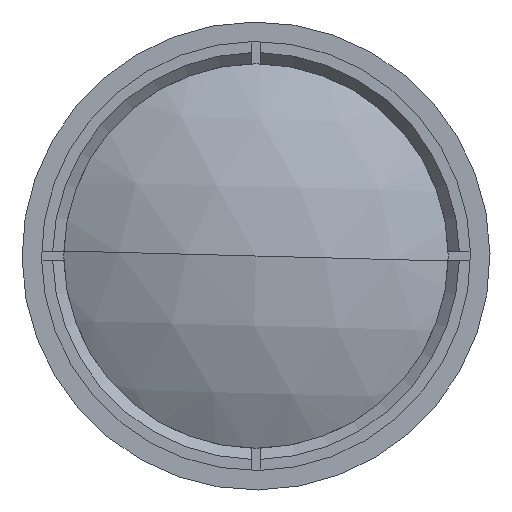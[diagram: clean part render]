
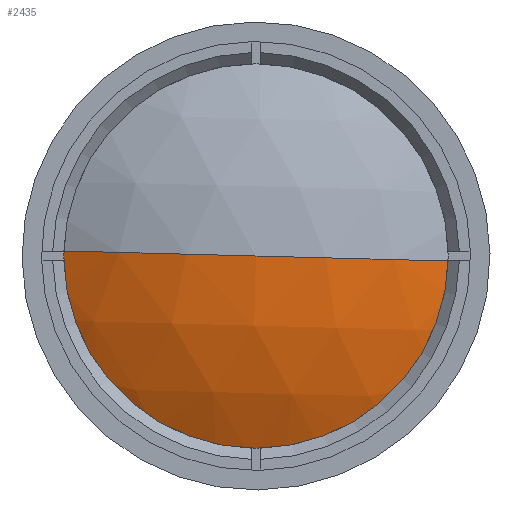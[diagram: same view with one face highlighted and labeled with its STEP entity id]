
A CAD part, left-side view. The second image highlights one B-rep face of the part: STEP entity #2435.
In plain terms, the highlighted spherical face has radius 71.952 mm.
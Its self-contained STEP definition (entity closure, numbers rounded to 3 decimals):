
#20 = CIRCLE ( 'NONE', #317, 36. ) ;
#122 = CARTESIAN_POINT ( 'NONE',  ( -87.314, -35.988, -0.94 ) ) ;
#151 = AXIS2_PLACEMENT_3D ( 'NONE', #1854, #638, #2062 ) ;
#276 = ORIENTED_EDGE ( 'NONE', *, *, #1628, .T. ) ;
#317 = AXIS2_PLACEMENT_3D ( 'NONE', #751, #2174, #963 ) ;
#415 = ORIENTED_EDGE ( 'NONE', *, *, #1223, .T. ) ;
#638 = DIRECTION ( 'NONE',  ( 0., 0.026, -1. ) ) ;
#730 = CARTESIAN_POINT ( 'NONE',  ( -25.015, 0., 0. ) ) ;
#735 = CIRCLE ( 'NONE', #151, 71.952 ) ;
#751 = CARTESIAN_POINT ( 'NONE',  ( -87.314, 0., 0. ) ) ;
#789 = ORIENTED_EDGE ( 'NONE', *, *, #1821, .F. ) ;
#875 = DIRECTION ( 'NONE',  ( 0., 0.026, -1. ) ) ;
#933 = EDGE_LOOP ( 'NONE', ( #415, #276, #789 ) ) ;
#951 = DIRECTION ( 'NONE',  ( 0., -1., -0.026 ) ) ;
#963 = DIRECTION ( 'NONE',  ( 0., -0.026, 1. ) ) ;
#1223 = EDGE_CURVE ( 'NONE', #1235, #2590, #20, .T. ) ;
#1235 = VERTEX_POINT ( 'NONE', #1969 ) ;
#1484 = CARTESIAN_POINT ( 'NONE',  ( -25.015, 0., 0. ) ) ;
#1579 = AXIS2_PLACEMENT_3D ( 'NONE', #730, #2157, #951 ) ;
#1583 = AXIS2_PLACEMENT_3D ( 'NONE', #1484, #875, #1684 ) ;
#1628 = EDGE_CURVE ( 'NONE', #2590, #2199, #735, .T. ) ;
#1684 = DIRECTION ( 'NONE',  ( 0., 1., 0.026 ) ) ;
#1821 = EDGE_CURVE ( 'NONE', #1235, #2199, #2449, .T. ) ;
#1854 = CARTESIAN_POINT ( 'NONE',  ( -25.015, 0., 0. ) ) ;
#1969 = CARTESIAN_POINT ( 'NONE',  ( -87.314, 35.988, 0.94 ) ) ;
#2008 = CARTESIAN_POINT ( 'NONE',  ( -96.967, 0., 0. ) ) ;
#2020 = FACE_OUTER_BOUND ( 'NONE', #933, .T. ) ;
#2062 = DIRECTION ( 'NONE',  ( 0., 1., 0.026 ) ) ;
#2157 = DIRECTION ( 'NONE',  ( 0., -0.026, 1. ) ) ;
#2174 = DIRECTION ( 'NONE',  ( -1., 0., 0. ) ) ;
#2199 = VERTEX_POINT ( 'NONE', #2008 ) ;
#2435 = ADVANCED_FACE ( 'NONE', ( #2020 ), #2574, .T. ) ;
#2449 = CIRCLE ( 'NONE', #1579, 71.952 ) ;
#2574 = SPHERICAL_SURFACE ( 'NONE', #1583, 71.952 ) ;
#2590 = VERTEX_POINT ( 'NONE', #122 ) ;
